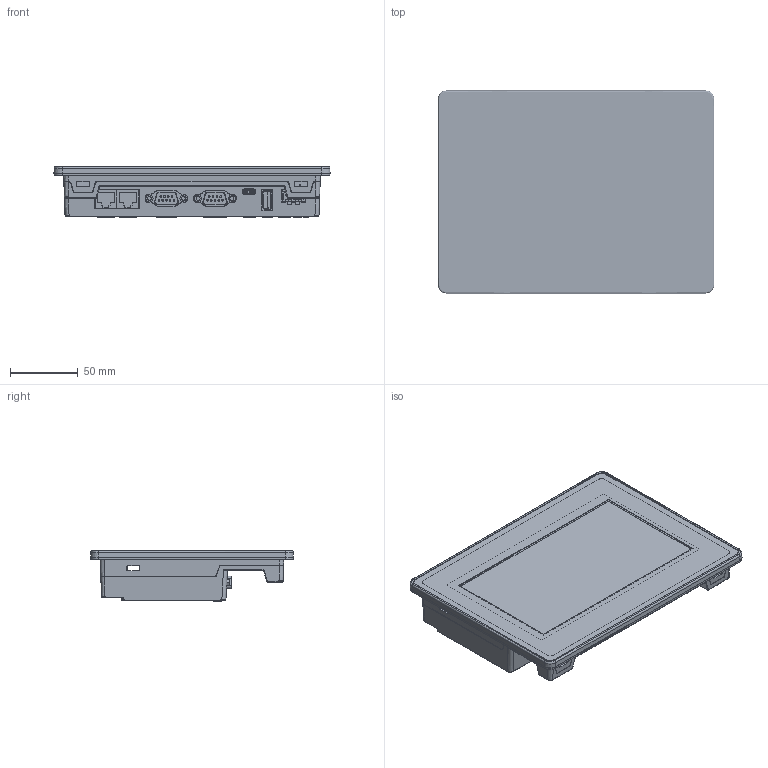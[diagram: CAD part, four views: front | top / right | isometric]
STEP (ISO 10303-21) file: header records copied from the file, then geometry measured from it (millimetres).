
FILE_DESCRIPTION((''),'2;1');
FILE_NAME('ASM0001_ASM','2023-06-06T',('RD0043'),(''),'PRO/ENGINEER BY PARAMETRIC TECHNOLOGY CORPORATION, 2013050','PRO/ENGINEER BY PARAMETRIC TECHNOLOGY CORPORATION, 2013050','');
FILE_SCHEMA(('AUTOMOTIVE_DESIGN { 1 0 10303 214 1 1 1 1 }'));
Products named in the file (2): 1_ASM_3_ASM; ASM0001_ASM
Assembly tree (1 placements, depth 2):
  ASM0001_ASM
    1_ASM_3_ASM
Bounding box: 204 x 150 x 37.5 mm (x, y, z)
Surface area: 133661.9 mm2 (no closed solid volume)
Topology: 0 solids, 0 shells, 2389 faces, 12273 edges, 12255 vertices
Faces by surface type: bspline 2371, torus 14, sphere 4
Entity records: 261593 total; most frequent: CARTESIAN_POINT 140617, DIRECTION 17116, TRIMMED_CURVE 16446, VECTOR 15820, LINE 15820, DEFINITIONAL_REPRESENTATION 12241, PCURVE 12241, COMPOSITE_CURVE_SEGMENT 12241
